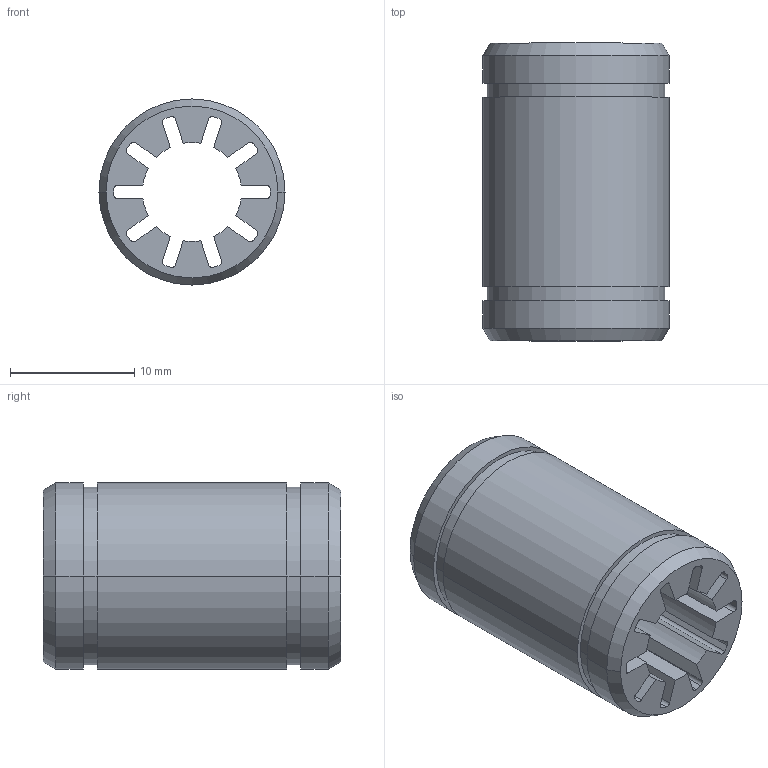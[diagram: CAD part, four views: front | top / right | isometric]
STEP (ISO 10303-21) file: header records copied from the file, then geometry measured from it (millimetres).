
FILE_DESCRIPTION(('STEP AP214'),'1');
FILE_NAME('cctmp_B471FAFB-D046-4954-B8E3-BD88BDD0CDEA_2024_02_04_18_03_49_0253_26576..stp','2024-02-04T17:03:49',('igus GmbH'),('CADClick - www.CADClick.com'),'Spatial InterOp 3D',' ','unknown authorization');
FILE_SCHEMA(('AUTOMOTIVE_DESIGN'));
Length unit declared in the file: millimetre
Products named in the file (2): 2024_02_04_18_03_49_0206; 2024_02_04_18_03_49_0253
Assembly tree (1 placements, depth 2):
  2024_02_04_18_03_49_0206
    2024_02_04_18_03_49_0253
Bounding box: 15 x 24 x 15 mm (x, y, z)
Volume: 2371.6 mm3; surface area: 3014.2 mm2
Topology: 1 solids, 1 shells, 80 faces, 218 edges, 144 vertices
Faces by surface type: cylinder 40, plane 36, cone 4
Entity records: 3249 total; most frequent: DIRECTION 466, CARTESIAN_POINT 444, ORIENTED_EDGE 436, EDGE_CURVE 218, AXIS2_PLACEMENT_3D 166, VERTEX_POINT 144, LINE 134, VECTOR 134
